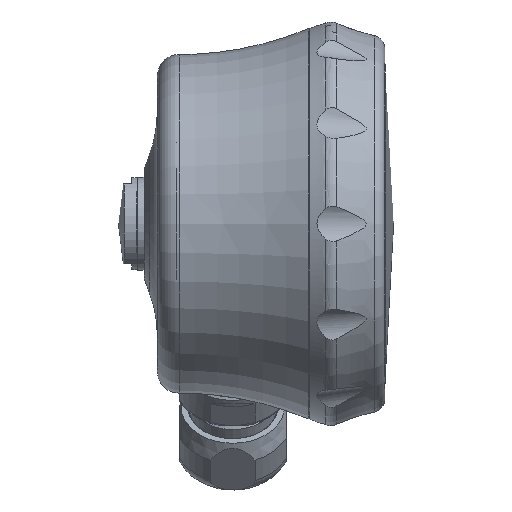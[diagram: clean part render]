
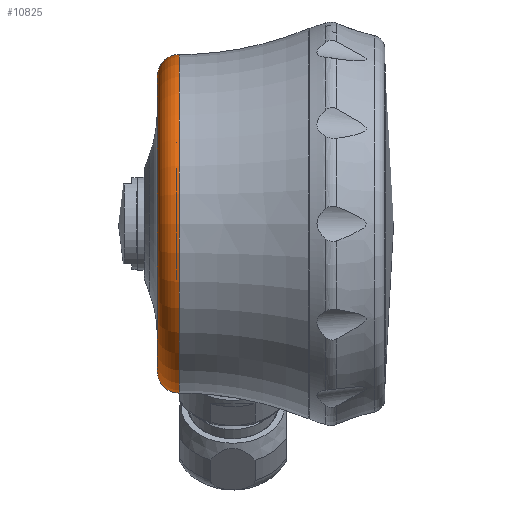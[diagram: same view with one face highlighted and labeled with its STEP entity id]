
A CAD part, front view. The second image highlights one B-rep face of the part: STEP entity #10825.
In plain terms, the highlighted toroidal (fillet/blend) face has major radius 33.267 mm and minor radius 4.9 mm.
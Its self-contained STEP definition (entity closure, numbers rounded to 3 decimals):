
#879=CIRCLE('',#11426,33.266);
#880=CIRCLE('',#11428,38.166);
#1887=ORIENTED_EDGE('',*,*,#3697,.T.);
#1888=ORIENTED_EDGE('',*,*,#3698,.F.);
#3697=EDGE_CURVE('',#4627,#4627,#879,.T.);
#3698=EDGE_CURVE('',#4628,#4628,#880,.T.);
#4627=VERTEX_POINT('',#16730);
#4628=VERTEX_POINT('',#16733);
#5601=EDGE_LOOP('',(#1887));
#5602=EDGE_LOOP('',(#1888));
#6366=FACE_BOUND('',#5601,.T.);
#6367=FACE_BOUND('',#5602,.T.);
#7041=TOROIDAL_SURFACE('',#11427,33.266,4.9);
#10825=ADVANCED_FACE('',(#6366,#6367),#7041,.T.);
#11426=AXIS2_PLACEMENT_3D('',#16729,#12689,#12690);
#11427=AXIS2_PLACEMENT_3D('',#16731,#12691,#12692);
#11428=AXIS2_PLACEMENT_3D('',#16732,#12693,#12694);
#12689=DIRECTION('',(1.,0.,0.));
#12690=DIRECTION('',(0.,1.,0.));
#12691=DIRECTION('',(1.,0.,0.));
#12692=DIRECTION('',(0.,-1.,0.006));
#12693=DIRECTION('',(1.,0.,0.));
#12694=DIRECTION('',(0.,-1.,0.));
#16729=CARTESIAN_POINT('',(-19.,-87.4,0.));
#16730=CARTESIAN_POINT('',(-19.,-54.134,0.));
#16731=CARTESIAN_POINT('',(-14.1,-87.4,0.));
#16732=CARTESIAN_POINT('',(-14.1,-87.4,0.));
#16733=CARTESIAN_POINT('',(-14.1,-125.566,0.));
